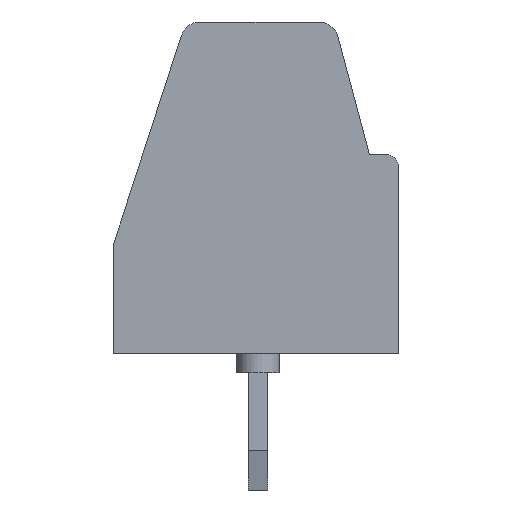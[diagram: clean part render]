
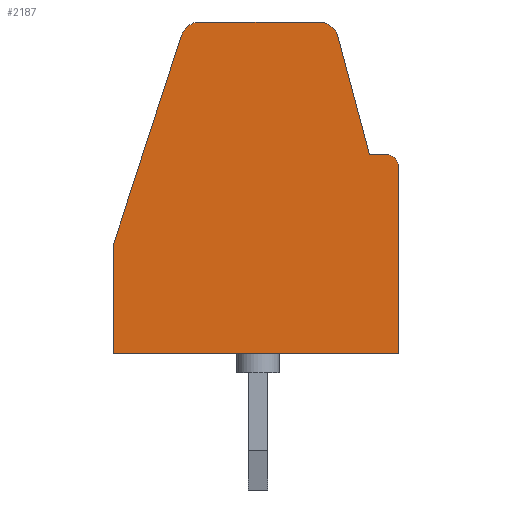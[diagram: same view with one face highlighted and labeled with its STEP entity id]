
A CAD part, front view. The second image highlights one B-rep face of the part: STEP entity #2187.
In plain terms, the highlighted planar face has unit normal (0, -1, 0).
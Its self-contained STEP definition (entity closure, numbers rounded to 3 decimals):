
#83=CIRCLE('',#2337,0.3);
#84=CIRCLE('',#2338,0.5);
#85=CIRCLE('',#2339,0.5);
#154=FACE_OUTER_BOUND('',#279,.T.);
#279=EDGE_LOOP('',(#1392,#1393,#1394,#1395,#1396,#1397,#1398,#1399,#1400,
#1401));
#426=LINE('',#3227,#649);
#429=LINE('',#3238,#652);
#430=LINE('',#3242,#653);
#431=LINE('',#3244,#654);
#432=LINE('',#3249,#655);
#433=LINE('',#3251,#656);
#434=LINE('',#3252,#657);
#649=VECTOR('',#2579,1.);
#652=VECTOR('',#2588,1.);
#653=VECTOR('',#2591,1.);
#654=VECTOR('',#2592,1.);
#655=VECTOR('',#2597,1.);
#656=VECTOR('',#2598,1.);
#657=VECTOR('',#2599,1.);
#878=VERTEX_POINT('',#3224);
#879=VERTEX_POINT('',#3226);
#883=VERTEX_POINT('',#3236);
#884=VERTEX_POINT('',#3237);
#885=VERTEX_POINT('',#3239);
#886=VERTEX_POINT('',#3241);
#887=VERTEX_POINT('',#3243);
#888=VERTEX_POINT('',#3246);
#889=VERTEX_POINT('',#3248);
#890=VERTEX_POINT('',#3250);
#1079=EDGE_CURVE('',#879,#878,#426,.T.);
#1084=EDGE_CURVE('',#883,#884,#429,.T.);
#1085=EDGE_CURVE('',#885,#883,#83,.T.);
#1086=EDGE_CURVE('',#886,#885,#430,.T.);
#1087=EDGE_CURVE('',#887,#886,#431,.T.);
#1088=EDGE_CURVE('',#879,#887,#84,.T.);
#1089=EDGE_CURVE('',#888,#878,#85,.T.);
#1090=EDGE_CURVE('',#889,#888,#432,.T.);
#1091=EDGE_CURVE('',#890,#889,#433,.T.);
#1092=EDGE_CURVE('',#884,#890,#434,.T.);
#1392=ORIENTED_EDGE('',*,*,#1084,.F.);
#1393=ORIENTED_EDGE('',*,*,#1085,.F.);
#1394=ORIENTED_EDGE('',*,*,#1086,.F.);
#1395=ORIENTED_EDGE('',*,*,#1087,.F.);
#1396=ORIENTED_EDGE('',*,*,#1088,.F.);
#1397=ORIENTED_EDGE('',*,*,#1079,.T.);
#1398=ORIENTED_EDGE('',*,*,#1089,.F.);
#1399=ORIENTED_EDGE('',*,*,#1090,.F.);
#1400=ORIENTED_EDGE('',*,*,#1091,.F.);
#1401=ORIENTED_EDGE('',*,*,#1092,.F.);
#1971=PLANE('',#2336);
#2187=ADVANCED_FACE('',(#154),#1971,.F.);
#2336=AXIS2_PLACEMENT_3D('',#3235,#2586,#2587);
#2337=AXIS2_PLACEMENT_3D('',#3240,#2589,#2590);
#2338=AXIS2_PLACEMENT_3D('',#3245,#2593,#2594);
#2339=AXIS2_PLACEMENT_3D('',#3247,#2595,#2596);
#2579=DIRECTION('',(1.,0.,0.));
#2586=DIRECTION('center_axis',(0.,1.,0.));
#2587=DIRECTION('ref_axis',(1.,0.,0.));
#2588=DIRECTION('',(0.,0.,1.));
#2589=DIRECTION('center_axis',(0.,1.,0.));
#2590=DIRECTION('ref_axis',(1.,0.,0.));
#2591=DIRECTION('',(-1.,0.,0.));
#2592=DIRECTION('',(-0.259,0.,0.966));
#2593=DIRECTION('center_axis',(0.,1.,0.));
#2594=DIRECTION('ref_axis',(1.,0.,0.));
#2595=DIRECTION('center_axis',(0.,1.,0.));
#2596=DIRECTION('ref_axis',(1.,0.,0.));
#2597=DIRECTION('',(-0.309,0.,-0.951));
#2598=DIRECTION('',(0.,0.,-1.));
#2599=DIRECTION('',(1.,0.,0.));
#3224=CARTESIAN_POINT('',(-29.869,20.821,-10.5));
#3226=CARTESIAN_POINT('',(-32.922,20.821,-10.5));
#3227=CARTESIAN_POINT('',(-32.922,20.821,-10.5));
#3235=CARTESIAN_POINT('Origin',(0.,20.821,18.821));
#3236=CARTESIAN_POINT('',(-34.955,20.821,-6.8));
#3237=CARTESIAN_POINT('',(-34.955,20.821,-2.));
#3238=CARTESIAN_POINT('',(-34.955,20.821,18.821));
#3239=CARTESIAN_POINT('',(-34.655,20.821,-7.1));
#3240=CARTESIAN_POINT('Origin',(-34.655,20.821,-6.8));
#3241=CARTESIAN_POINT('',(-34.217,20.821,-7.1));
#3242=CARTESIAN_POINT('',(-34.217,20.821,-7.1));
#3243=CARTESIAN_POINT('',(-33.405,20.821,-10.129));
#3244=CARTESIAN_POINT('',(-33.405,20.821,-10.129));
#3245=CARTESIAN_POINT('Origin',(-32.922,20.821,-10.));
#3246=CARTESIAN_POINT('',(-29.393,20.821,-10.155));
#3247=CARTESIAN_POINT('Origin',(-29.869,20.821,-10.));
#3248=CARTESIAN_POINT('',(-27.655,20.821,-4.806));
#3249=CARTESIAN_POINT('',(-27.655,20.821,-4.806));
#3250=CARTESIAN_POINT('',(-27.655,20.821,-2.));
#3251=CARTESIAN_POINT('',(-27.655,20.821,-2.));
#3252=CARTESIAN_POINT('',(-84.502,20.821,-2.));
